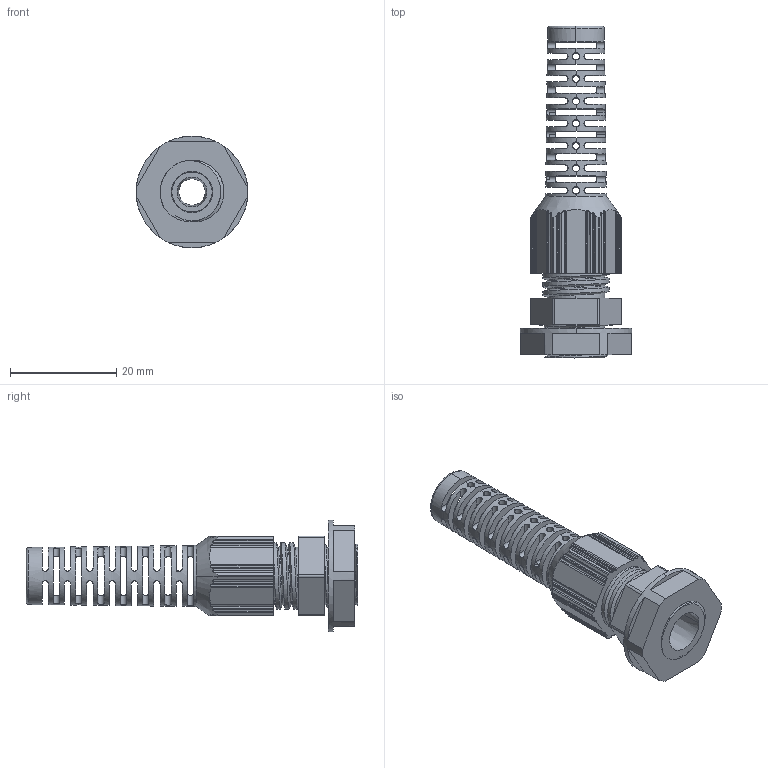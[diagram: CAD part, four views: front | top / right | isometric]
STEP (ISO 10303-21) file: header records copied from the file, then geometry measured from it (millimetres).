
FILE_DESCRIPTION (( 'STEP AP203' ), '1' );
FILE_NAME ('9475-1.STEP', '2020-07-28T17:03:50', ( '' ), ( '' ), 'SwSTEP 2.0', 'SolidWorks 2011', '' );
FILE_SCHEMA (( 'CONFIG_CONTROL_DESIGN' ));
Length unit declared in the file: millimetre
Products named in the file (1): 9475-1
Bounding box: 21 x 62.4 x 21 mm (x, y, z)
Volume: 5355.4 mm3; surface area: 5940.3 mm2
Topology: 1 solids, 2 shells, 454 faces, 1434 edges, 936 vertices
Faces by surface type: cylinder 229, plane 185, cone 27, bspline 11, torus 2
Entity records: 20891 total; most frequent: CARTESIAN_POINT 8612, ORIENTED_EDGE 2868, DIRECTION 2259, EDGE_CURVE 1434, VERTEX_POINT 936, AXIS2_PLACEMENT_3D 849, VECTOR 561, LINE 561
